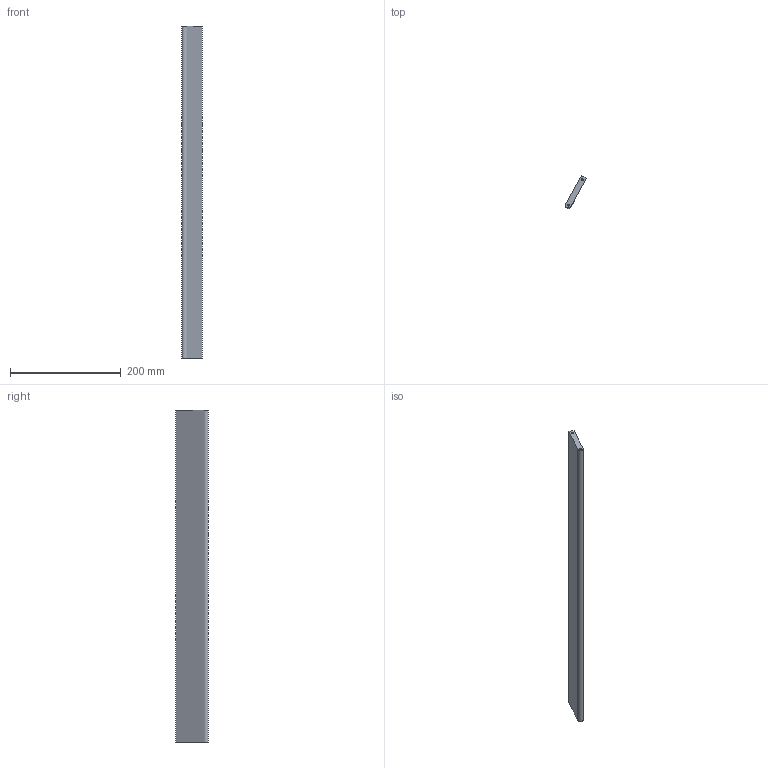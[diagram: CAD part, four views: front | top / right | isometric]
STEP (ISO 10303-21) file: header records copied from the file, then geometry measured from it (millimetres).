
FILE_DESCRIPTION(('FreeCAD Model'),'2;1');
FILE_NAME('pale_troncon1.step', '2019-02-25T16:15:26',('Author'),(''), 'Open CASCADE STEP processor 7.3','FreeCAD','Unknown');
FILE_SCHEMA(('AUTOMOTIVE_DESIGN { 1 0 10303 214 1 1 1 1 }'));
Length unit declared in the file: millimetre
Products named in the file (1): pale_troncon1
Bounding box: 37.62 x 58.69 x 600 mm (x, y, z)
Volume: 373957.5 mm3; surface area: 87921 mm2
Topology: 1 solids, 1 shells, 15 faces, 35 edges, 22 vertices
Faces by surface type: plane 6, cylinder 5, cone 4
Full cylindrical faces by diameter (mm): 3.3 x4
Entity records: 837 total; most frequent: CARTESIAN_POINT 143, DIRECTION 133, LINE 77, VECTOR 77, ORIENTED_EDGE 62, PCURVE 62, DEFINITIONAL_REPRESENTATION 62, EDGE_CURVE 31
